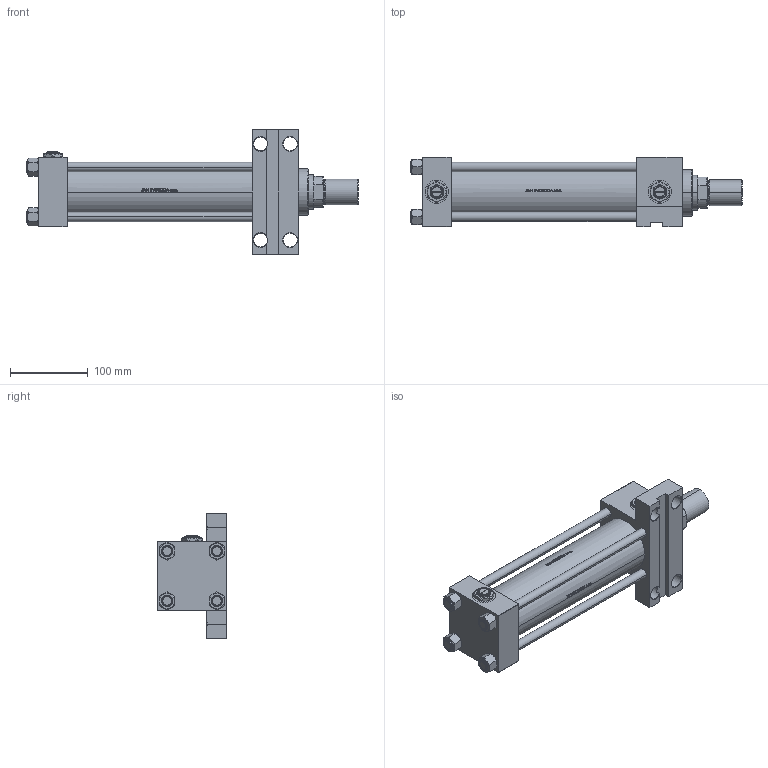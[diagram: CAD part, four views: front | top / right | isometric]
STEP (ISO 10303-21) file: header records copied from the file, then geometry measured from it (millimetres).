
FILE_DESCRIPTION (( 'STEP AP203' ), '1' );
FILE_NAME ('8edf.STEP', '2023-01-17T18:09:29', ( '' ), ( '' ), 'SwSTEP 2.0', 'SolidWorks 2019', '' );
FILE_SCHEMA (( 'CONFIG_CONTROL_DESIGN' ));
Length unit declared in the file: millimetre
Products named in the file (8): NUT_M5_F d67936ffbe173dbe2d47adb76bac19f5; 8edf; V215_VC_A d67936ffbe173dbe2d47adb76bac19f5; V215CR_F_Body d67936ffbe173dbe2d47adb76bac19f5; V215CR_F_TYCINKA d67936ffbe173dbe2d47adb76bac19f5; Zatka_pro_OIL_PORT d67936ffbe173dbe2d47adb76bac19f5; ROD_END_AH d67936ffbe173dbe2d47adb76bac19f5; V215CR_VCP_F d67936ffbe173dbe2d47adb76bac19f5
Assembly tree (14 placements, depth 2):
  8edf
    V215CR_F_Body d67936ffbe173dbe2d47adb76bac19f5
    V215CR_VCP_F d67936ffbe173dbe2d47adb76bac19f5
    V215CR_F_TYCINKA d67936ffbe173dbe2d47adb76bac19f5  x4
    NUT_M5_F d67936ffbe173dbe2d47adb76bac19f5  x4
    V215_VC_A d67936ffbe173dbe2d47adb76bac19f5
    ROD_END_AH d67936ffbe173dbe2d47adb76bac19f5
    Zatka_pro_OIL_PORT d67936ffbe173dbe2d47adb76bac19f5  x2
Bounding box: 428 x 90 x 160 mm (x, y, z)
Volume: 1580879.5 mm3; surface area: 343753.9 mm2
Topology: 14 solids, 14 shells, 1222 faces, 3005 edges, 1931 vertices
Faces by surface type: plane 492, bspline 380, cone 198, cylinder 142, torus 10
Entity records: 50305 total; most frequent: CARTESIAN_POINT 26641, ORIENTED_EDGE 5310, DIRECTION 3460, EDGE_CURVE 2655, VERTEX_POINT 1729, VECTOR 1342, LINE 1342, EDGE_LOOP 1202
